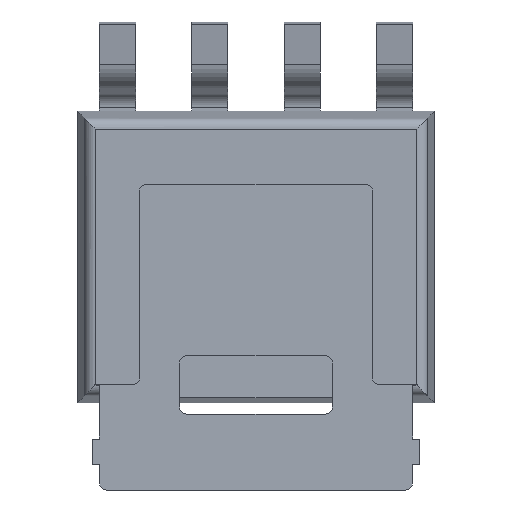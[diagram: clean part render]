
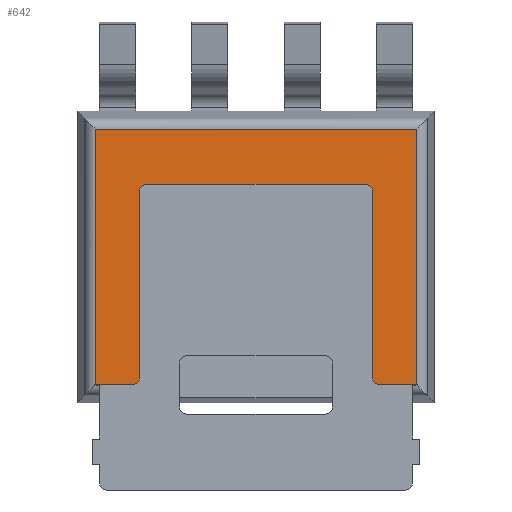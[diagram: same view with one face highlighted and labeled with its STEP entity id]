
A CAD part, front view. The second image highlights one B-rep face of the part: STEP entity #642.
In plain terms, the highlighted planar face has unit normal (0, -1, 0).
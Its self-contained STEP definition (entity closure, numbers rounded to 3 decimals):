
#630 = VERTEX_POINT ( 'NONE', #2387 ) ;
#631 = ORIENTED_EDGE ( 'NONE', *, *, #632, .T. ) ;
#632 = EDGE_CURVE ( 'NONE', #630, #633, #2447, .T. ) ;
#633 = VERTEX_POINT ( 'NONE', #2442 ) ;
#634 = ORIENTED_EDGE ( 'NONE', *, *, #635, .T. ) ;
#635 = EDGE_CURVE ( 'NONE', #633, #636, #2441, .T. ) ;
#636 = VERTEX_POINT ( 'NONE', #2437 ) ;
#637 = ORIENTED_EDGE ( 'NONE', *, *, #638, .T. ) ;
#638 = EDGE_CURVE ( 'NONE', #636, #639, #2436, .T. ) ;
#639 = VERTEX_POINT ( 'NONE', #2431 ) ;
#640 = VERTEX_POINT ( 'NONE', #2430 ) ;
#641 = EDGE_LOOP ( 'NONE', ( #646, #647, #652, #714, #717, #631, #634, #637, #710, #709, #666, #705 ) ) ;
#642 = ADVANCED_FACE ( 'NONE', ( #2429 ), #2472, .F. ) ;
#643 = EDGE_CURVE ( 'NONE', #640, #651, #2467, .T. ) ;
#644 = VERTEX_POINT ( 'NONE', #2463 ) ;
#646 = ORIENTED_EDGE ( 'NONE', *, *, #643, .T. ) ;
#647 = ORIENTED_EDGE ( 'NONE', *, *, #650, .T. ) ;
#648 = VERTEX_POINT ( 'NONE', #2458 ) ;
#649 = EDGE_CURVE ( 'NONE', #644, #648, #2457, .T. ) ;
#650 = EDGE_CURVE ( 'NONE', #651, #644, #2452, .T. ) ;
#651 = VERTEX_POINT ( 'NONE', #2453 ) ;
#652 = ORIENTED_EDGE ( 'NONE', *, *, #649, .T. ) ;
#666 = ORIENTED_EDGE ( 'NONE', *, *, #702, .T. ) ;
#702 = EDGE_CURVE ( 'NONE', #706, #704, #2584, .T. ) ;
#703 = EDGE_CURVE ( 'NONE', #704, #640, #2580, .T. ) ;
#704 = VERTEX_POINT ( 'NONE', #2576 ) ;
#705 = ORIENTED_EDGE ( 'NONE', *, *, #703, .T. ) ;
#706 = VERTEX_POINT ( 'NONE', #2575 ) ;
#707 = EDGE_CURVE ( 'NONE', #639, #708, #2634, .T. ) ;
#708 = VERTEX_POINT ( 'NONE', #2630 ) ;
#709 = ORIENTED_EDGE ( 'NONE', *, *, #711, .T. ) ;
#710 = ORIENTED_EDGE ( 'NONE', *, *, #707, .T. ) ;
#711 = EDGE_CURVE ( 'NONE', #708, #706, #2629, .T. ) ;
#714 = ORIENTED_EDGE ( 'NONE', *, *, #715, .T. ) ;
#715 = EDGE_CURVE ( 'NONE', #648, #716, #2620, .T. ) ;
#716 = VERTEX_POINT ( 'NONE', #2615 ) ;
#717 = ORIENTED_EDGE ( 'NONE', *, *, #718, .T. ) ;
#718 = EDGE_CURVE ( 'NONE', #716, #630, #2614, .T. ) ;
#2387 = CARTESIAN_POINT ( 'NONE',  ( 1.5, -0.55, 1. ) ) ;
#2429 = FACE_OUTER_BOUND ( 'NONE', #641, .T. ) ;
#2430 = CARTESIAN_POINT ( 'NONE',  ( -2.207, -0.55, -1.757 ) ) ;
#2431 = CARTESIAN_POINT ( 'NONE',  ( 1.7, -0.55, -1.757 ) ) ;
#2432 = DIRECTION ( 'NONE',  ( 0., 0., -1. ) ) ;
#2433 = DIRECTION ( 'NONE',  ( 0., -1., 0. ) ) ;
#2434 = CARTESIAN_POINT ( 'NONE',  ( 1.7, -0.55, -1.657 ) ) ;
#2435 = AXIS2_PLACEMENT_3D ( 'NONE', #2434, #2433, #2432 ) ;
#2436 = CIRCLE ( 'NONE', #2435, 0.1 ) ;
#2437 = CARTESIAN_POINT ( 'NONE',  ( 1.6, -0.55, -1.657 ) ) ;
#2438 = DIRECTION ( 'NONE',  ( 0., 0., -1. ) ) ;
#2439 = VECTOR ( 'NONE', #2438, 1000. ) ;
#2440 = CARTESIAN_POINT ( 'NONE',  ( 1.6, -0.55, -1.657 ) ) ;
#2441 = LINE ( 'NONE', #2440, #2439 ) ;
#2442 = CARTESIAN_POINT ( 'NONE',  ( 1.6, -0.55, 0.9 ) ) ;
#2443 = DIRECTION ( 'NONE',  ( 0., 0., 1. ) ) ;
#2444 = DIRECTION ( 'NONE',  ( 0., 1., 0. ) ) ;
#2445 = CARTESIAN_POINT ( 'NONE',  ( 1.5, -0.55, 0.9 ) ) ;
#2446 = AXIS2_PLACEMENT_3D ( 'NONE', #2445, #2444, #2443 ) ;
#2447 = CIRCLE ( 'NONE', #2446, 0.1 ) ;
#2448 = DIRECTION ( 'NONE',  ( 0., 0., 1. ) ) ;
#2449 = DIRECTION ( 'NONE',  ( 0., -1., 0. ) ) ;
#2450 = CARTESIAN_POINT ( 'NONE',  ( -1.7, -0.55, -1.657 ) ) ;
#2451 = AXIS2_PLACEMENT_3D ( 'NONE', #2450, #2449, #2448 ) ;
#2452 = CIRCLE ( 'NONE', #2451, 0.1 ) ;
#2453 = CARTESIAN_POINT ( 'NONE',  ( -1.7, -0.55, -1.757 ) ) ;
#2454 = DIRECTION ( 'NONE',  ( 0., 0., 1. ) ) ;
#2455 = VECTOR ( 'NONE', #2454, 1000. ) ;
#2456 = CARTESIAN_POINT ( 'NONE',  ( -1.6, -0.55, -1.657 ) ) ;
#2457 = LINE ( 'NONE', #2456, #2455 ) ;
#2458 = CARTESIAN_POINT ( 'NONE',  ( -1.6, -0.55, 0.9 ) ) ;
#2463 = CARTESIAN_POINT ( 'NONE',  ( -1.6, -0.55, -1.657 ) ) ;
#2464 = DIRECTION ( 'NONE',  ( 1., 0., 0. ) ) ;
#2465 = VECTOR ( 'NONE', #2464, 1000. ) ;
#2466 = CARTESIAN_POINT ( 'NONE',  ( 2.333, -0.55, -1.757 ) ) ;
#2467 = LINE ( 'NONE', #2466, #2465 ) ;
#2468 = DIRECTION ( 'NONE',  ( 0., 0., 1. ) ) ;
#2469 = DIRECTION ( 'NONE',  ( 0., 1., 0. ) ) ;
#2470 = CARTESIAN_POINT ( 'NONE',  ( -2.45, -0.55, 2. ) ) ;
#2471 = AXIS2_PLACEMENT_3D ( 'NONE', #2470, #2469, #2468 ) ;
#2472 = PLANE ( 'NONE',  #2471 ) ;
#2575 = CARTESIAN_POINT ( 'NONE',  ( 2.207, -0.55, 1.757 ) ) ;
#2576 = CARTESIAN_POINT ( 'NONE',  ( -2.207, -0.55, 1.757 ) ) ;
#2577 = DIRECTION ( 'NONE',  ( 0., 0., -1. ) ) ;
#2578 = VECTOR ( 'NONE', #2577, 1000. ) ;
#2579 = CARTESIAN_POINT ( 'NONE',  ( -2.207, -0.55, -1.883 ) ) ;
#2580 = LINE ( 'NONE', #2579, #2578 ) ;
#2581 = DIRECTION ( 'NONE',  ( -1., 0., 0. ) ) ;
#2582 = VECTOR ( 'NONE', #2581, 1000. ) ;
#2583 = CARTESIAN_POINT ( 'NONE',  ( -2.333, -0.55, 1.757 ) ) ;
#2584 = LINE ( 'NONE', #2583, #2582 ) ;
#2611 = DIRECTION ( 'NONE',  ( 1., 0., 0. ) ) ;
#2612 = VECTOR ( 'NONE', #2611, 1000. ) ;
#2613 = CARTESIAN_POINT ( 'NONE',  ( -1.5, -0.55, 1. ) ) ;
#2614 = LINE ( 'NONE', #2613, #2612 ) ;
#2615 = CARTESIAN_POINT ( 'NONE',  ( -1.5, -0.55, 1. ) ) ;
#2616 = DIRECTION ( 'NONE',  ( 0., 0., -1. ) ) ;
#2617 = DIRECTION ( 'NONE',  ( 0., 1., 0. ) ) ;
#2618 = CARTESIAN_POINT ( 'NONE',  ( -1.5, -0.55, 0.9 ) ) ;
#2619 = AXIS2_PLACEMENT_3D ( 'NONE', #2618, #2617, #2616 ) ;
#2620 = CIRCLE ( 'NONE', #2619, 0.1 ) ;
#2626 = DIRECTION ( 'NONE',  ( 0., 0., 1. ) ) ;
#2627 = VECTOR ( 'NONE', #2626, 1000. ) ;
#2628 = CARTESIAN_POINT ( 'NONE',  ( 2.207, -0.55, 1.883 ) ) ;
#2629 = LINE ( 'NONE', #2628, #2627 ) ;
#2630 = CARTESIAN_POINT ( 'NONE',  ( 2.207, -0.55, -1.757 ) ) ;
#2631 = DIRECTION ( 'NONE',  ( 1., 0., 0. ) ) ;
#2632 = VECTOR ( 'NONE', #2631, 1000. ) ;
#2633 = CARTESIAN_POINT ( 'NONE',  ( 2.333, -0.55, -1.757 ) ) ;
#2634 = LINE ( 'NONE', #2633, #2632 ) ;
